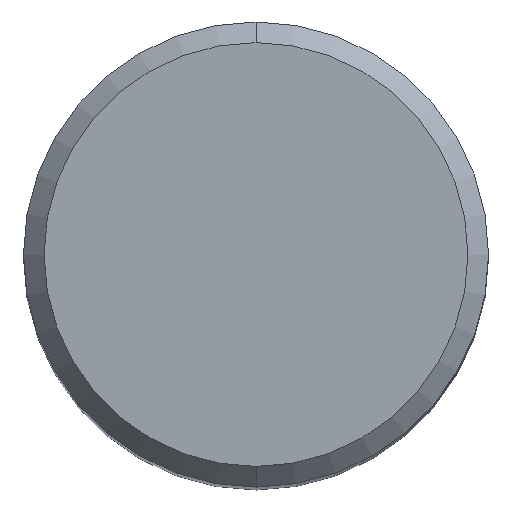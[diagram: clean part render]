
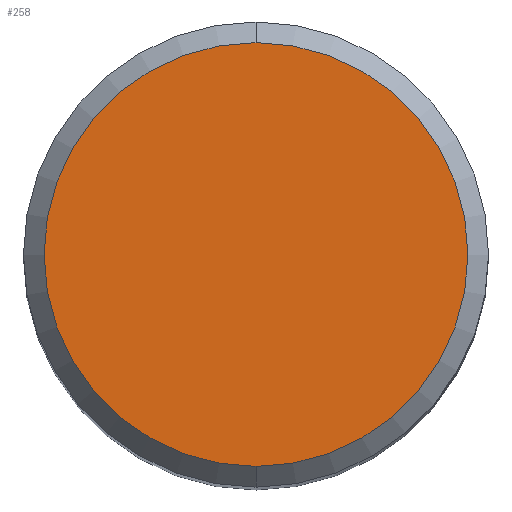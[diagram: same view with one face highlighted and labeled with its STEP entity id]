
A CAD part, top view. The second image highlights one B-rep face of the part: STEP entity #258.
In plain terms, the highlighted planar face has unit normal (0, 0, 1).
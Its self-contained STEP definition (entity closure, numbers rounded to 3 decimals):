
#258=ADVANCED_FACE('',(#571),#572,.T.);
#312=VERTEX_POINT('',#629);
#352=EDGE_CURVE('',#432,#312,#671,.T.);
#406=EDGE_CURVE('',#312,#432,#730,.T.);
#432=VERTEX_POINT('',#762);
#571=FACE_OUTER_BOUND('',#943,.T.);
#572=PLANE('',#944);
#629=CARTESIAN_POINT('',(0.,-8.2,0.0));
#671=CIRCLE('',#1257,8.2);
#730=CIRCLE('',#1396,8.2);
#762=CARTESIAN_POINT('',(0.0,8.2,0.0));
#943=EDGE_LOOP('',(#1608,#1609));
#944=AXIS2_PLACEMENT_3D('',#1610,#1611,#1612);
#1257=AXIS2_PLACEMENT_3D('',#1678,#1679,#1680);
#1396=AXIS2_PLACEMENT_3D('',#1750,#1751,#1752);
#1608=ORIENTED_EDGE('',*,*,#352,.F.);
#1609=ORIENTED_EDGE('',*,*,#406,.F.);
#1610=CARTESIAN_POINT('',(0.0,4.1,0.0));
#1611=DIRECTION('',(-0.0,0.0,1.0));
#1612=DIRECTION('',(0.0,-1.0,0.0));
#1678=CARTESIAN_POINT('',(0.0,0.0,0.0));
#1679=DIRECTION('',(0.0,0.0,-1.0));
#1680=DIRECTION('',(0.0,1.0,0.0));
#1750=CARTESIAN_POINT('',(0.0,0.0,0.0));
#1751=DIRECTION('',(0.0,0.0,-1.0));
#1752=DIRECTION('',(0.0,1.0,0.0));
